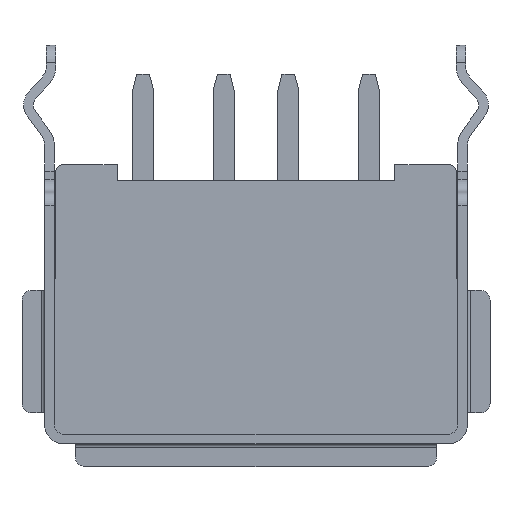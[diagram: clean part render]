
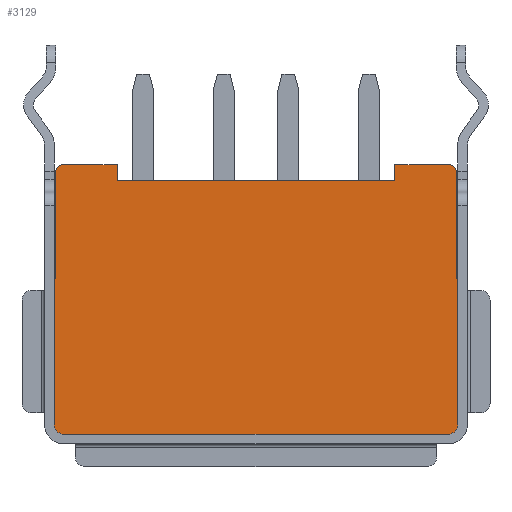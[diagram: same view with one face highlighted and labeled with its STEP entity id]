
A CAD part, front view. The second image highlights one B-rep face of the part: STEP entity #3129.
In plain terms, the highlighted planar face has unit normal (0, -1, 0).
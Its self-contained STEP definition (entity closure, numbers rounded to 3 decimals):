
#37=DIRECTION('',(0.,0.,1.));
#38=VECTOR('',#37,3.33);
#39=CARTESIAN_POINT('',(6.2,-5.15,2.26));
#40=LINE('',#39,#38);
#61=DIRECTION('',(0.,0.,1.));
#62=VECTOR('',#61,4.52);
#63=CARTESIAN_POINT('',(6.25,-5.15,-2.26));
#64=LINE('',#63,#62);
#65=CARTESIAN_POINT('',(5.95,-5.15,-2.26));
#66=DIRECTION('',(0.,-1.,0.));
#67=DIRECTION('',(0.,0.,-1.));
#68=AXIS2_PLACEMENT_3D('',#65,#66,#67);
#70=DIRECTION('',(1.,0.,0.));
#71=VECTOR('',#70,11.9);
#72=CARTESIAN_POINT('',(-5.95,-5.15,-2.56));
#73=LINE('',#72,#71);
#74=CARTESIAN_POINT('',(-5.95,-5.15,-2.26));
#75=DIRECTION('',(0.,-1.,0.));
#76=DIRECTION('',(-1.,0.,0.));
#77=AXIS2_PLACEMENT_3D('',#74,#75,#76);
#79=DIRECTION('',(0.,0.,-1.));
#80=VECTOR('',#79,4.52);
#81=CARTESIAN_POINT('',(-6.25,-5.15,2.26));
#82=LINE('',#81,#80);
#83=DIRECTION('',(1.,0.,0.));
#84=VECTOR('',#83,0.05);
#85=CARTESIAN_POINT('',(6.2,-5.15,2.26));
#86=LINE('',#85,#84);
#659=DIRECTION('',(-1.,0.,0.));
#660=VECTOR('',#659,0.05);
#661=CARTESIAN_POINT('',(-6.2,-5.15,2.26));
#662=LINE('',#661,#660);
#1175=DIRECTION('',(-1.,0.,0.));
#1176=VECTOR('',#1175,8.6);
#1177=CARTESIAN_POINT('',(4.3,-5.15,5.29));
#1178=LINE('',#1177,#1176);
#1427=DIRECTION('',(0.,0.,1.));
#1428=VECTOR('',#1427,0.5);
#1429=CARTESIAN_POINT('',(-4.3,-5.15,5.29));
#1430=LINE('',#1429,#1428);
#1435=DIRECTION('',(-1.,0.,0.));
#1436=VECTOR('',#1435,1.7);
#1437=CARTESIAN_POINT('',(-4.3,-5.15,5.79));
#1438=LINE('',#1437,#1436);
#1443=CARTESIAN_POINT('',(-6.,-5.15,5.59));
#1444=DIRECTION('',(0.,-1.,0.));
#1445=DIRECTION('',(0.,0.,1.));
#1446=AXIS2_PLACEMENT_3D('',#1443,#1444,#1445);
#1452=DIRECTION('',(0.,0.,-1.));
#1453=VECTOR('',#1452,3.33);
#1454=CARTESIAN_POINT('',(-6.2,-5.15,5.59));
#1455=LINE('',#1454,#1453);
#1678=CARTESIAN_POINT('',(6.,-5.15,5.59));
#1679=DIRECTION('',(0.,-1.,0.));
#1680=DIRECTION('',(1.,0.,0.));
#1681=AXIS2_PLACEMENT_3D('',#1678,#1679,#1680);
#1687=DIRECTION('',(-1.,0.,0.));
#1688=VECTOR('',#1687,1.7);
#1689=CARTESIAN_POINT('',(6.,-5.15,5.79));
#1690=LINE('',#1689,#1688);
#1695=DIRECTION('',(0.,0.,-1.));
#1696=VECTOR('',#1695,0.5);
#1697=CARTESIAN_POINT('',(4.3,-5.15,5.79));
#1698=LINE('',#1697,#1696);
#2971=CARTESIAN_POINT('',(-6.25,-5.15,-2.26));
#2972=CARTESIAN_POINT('',(-5.95,-5.15,-2.56));
#2973=VERTEX_POINT('',#2971);
#2974=VERTEX_POINT('',#2972);
#2975=CARTESIAN_POINT('',(5.95,-5.15,-2.56));
#2976=VERTEX_POINT('',#2975);
#2977=CARTESIAN_POINT('',(6.25,-5.15,-2.26));
#2978=VERTEX_POINT('',#2977);
#2987=CARTESIAN_POINT('',(6.2,-5.15,2.26));
#2988=CARTESIAN_POINT('',(6.25,-5.15,2.26));
#2989=VERTEX_POINT('',#2987);
#2990=VERTEX_POINT('',#2988);
#2991=CARTESIAN_POINT('',(6.2,-5.15,5.59));
#2992=VERTEX_POINT('',#2991);
#2993=CARTESIAN_POINT('',(6.,-5.15,5.79));
#2994=VERTEX_POINT('',#2993);
#2995=CARTESIAN_POINT('',(4.3,-5.15,5.79));
#2996=VERTEX_POINT('',#2995);
#2997=CARTESIAN_POINT('',(4.3,-5.15,5.29));
#2998=VERTEX_POINT('',#2997);
#2999=CARTESIAN_POINT('',(-4.3,-5.15,5.29));
#3000=VERTEX_POINT('',#2999);
#3001=CARTESIAN_POINT('',(-4.3,-5.15,5.79));
#3002=VERTEX_POINT('',#3001);
#3003=CARTESIAN_POINT('',(-6.,-5.15,5.79));
#3004=VERTEX_POINT('',#3003);
#3005=CARTESIAN_POINT('',(-6.2,-5.15,5.59));
#3006=VERTEX_POINT('',#3005);
#3007=CARTESIAN_POINT('',(-6.2,-5.15,2.26));
#3008=VERTEX_POINT('',#3007);
#3009=CARTESIAN_POINT('',(-6.25,-5.15,2.26));
#3010=VERTEX_POINT('',#3009);
#3091=CARTESIAN_POINT('',(0.,-5.15,0.));
#3092=DIRECTION('',(0.,-1.,0.));
#3093=DIRECTION('',(1.,0.,0.));
#3094=AXIS2_PLACEMENT_3D('',#3091,#3092,#3093);
#3095=PLANE('',#3094);
#3097=ORIENTED_EDGE('',*,*,#3096,.T.);
#3099=ORIENTED_EDGE('',*,*,#3098,.F.);
#3101=ORIENTED_EDGE('',*,*,#3100,.F.);
#3103=ORIENTED_EDGE('',*,*,#3102,.F.);
#3105=ORIENTED_EDGE('',*,*,#3104,.F.);
#3107=ORIENTED_EDGE('',*,*,#3106,.F.);
#3109=ORIENTED_EDGE('',*,*,#3108,.F.);
#3111=ORIENTED_EDGE('',*,*,#3110,.F.);
#3113=ORIENTED_EDGE('',*,*,#3112,.F.);
#3115=ORIENTED_EDGE('',*,*,#3114,.F.);
#3117=ORIENTED_EDGE('',*,*,#3116,.F.);
#3119=ORIENTED_EDGE('',*,*,#3118,.F.);
#3121=ORIENTED_EDGE('',*,*,#3120,.F.);
#3123=ORIENTED_EDGE('',*,*,#3122,.F.);
#3125=ORIENTED_EDGE('',*,*,#3124,.F.);
#3126=ORIENTED_EDGE('',*,*,#3071,.F.);
#3127=EDGE_LOOP('',(#3097,#3099,#3101,#3103,#3105,#3107,#3109,#3111,#3113,#3115,
#3117,#3119,#3121,#3123,#3125,#3126));
#3128=FACE_OUTER_BOUND('',#3127,.F.);
#69=CIRCLE('',#68,0.3);
#78=CIRCLE('',#77,0.3);
#1447=CIRCLE('',#1446,0.2);
#1682=CIRCLE('',#1681,0.2);
#3071=EDGE_CURVE('',#2989,#2992,#40,.T.);
#3096=EDGE_CURVE('',#2989,#2990,#86,.T.);
#3098=EDGE_CURVE('',#2978,#2990,#64,.T.);
#3100=EDGE_CURVE('',#2976,#2978,#69,.T.);
#3102=EDGE_CURVE('',#2974,#2976,#73,.T.);
#3104=EDGE_CURVE('',#2973,#2974,#78,.T.);
#3106=EDGE_CURVE('',#3010,#2973,#82,.T.);
#3108=EDGE_CURVE('',#3008,#3010,#662,.T.);
#3110=EDGE_CURVE('',#3006,#3008,#1455,.T.);
#3112=EDGE_CURVE('',#3004,#3006,#1447,.T.);
#3114=EDGE_CURVE('',#3002,#3004,#1438,.T.);
#3116=EDGE_CURVE('',#3000,#3002,#1430,.T.);
#3118=EDGE_CURVE('',#2998,#3000,#1178,.T.);
#3120=EDGE_CURVE('',#2996,#2998,#1698,.T.);
#3122=EDGE_CURVE('',#2994,#2996,#1690,.T.);
#3124=EDGE_CURVE('',#2992,#2994,#1682,.T.);
#3129=ADVANCED_FACE('',(#3128),#3095,.T.);
